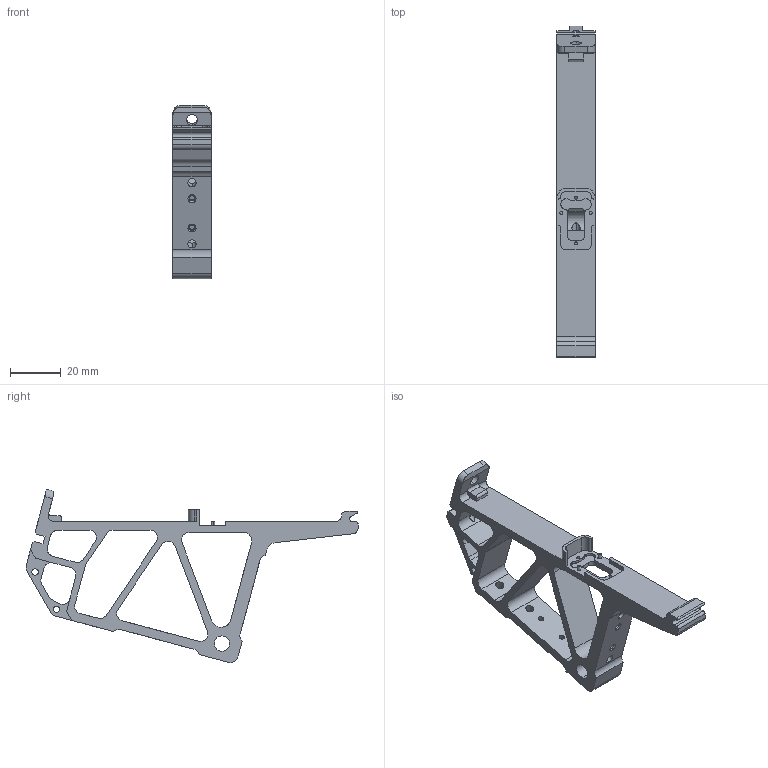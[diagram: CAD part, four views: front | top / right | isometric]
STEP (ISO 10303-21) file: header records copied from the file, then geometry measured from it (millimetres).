
FILE_DESCRIPTION((''),'2;1');
FILE_NAME('ARMOR_SUPPORT_FRAME-V1','2018-10-19T',('darren.he'),(''),'CREO PARAMETRIC BY PTC INC, 2017480','CREO PARAMETRIC BY PTC INC, 2017480','');
FILE_SCHEMA(('CONFIG_CONTROL_DESIGN'));
Length unit declared in the file: millimetre
Products named in the file (1): ARMOR_SUPPORT_FRAME-V1
Bounding box: 15 x 130.97 x 68.38 mm (x, y, z)
Volume: 24380.3 mm3; surface area: 15991.2 mm2
Topology: 1 solids, 1 shells, 200 faces, 583 edges, 386 vertices
Faces by surface type: cylinder 107, plane 85, cone 8
Entity records: 9010 total; most frequent: CARTESIAN_POINT 1313, DIRECTION 1191, ORIENTED_EDGE 1166, PRESENTATION_STYLE_ASSIGNMENT 584, STYLED_ITEM 584, CURVE_STYLE 583, EDGE_CURVE 583, AXIS2_PLACEMENT_3D 417
